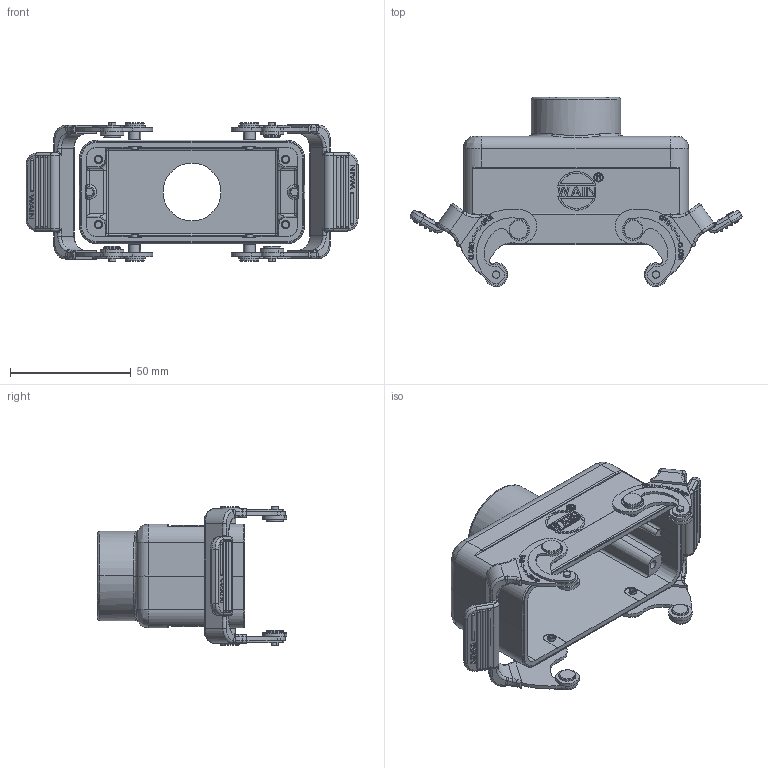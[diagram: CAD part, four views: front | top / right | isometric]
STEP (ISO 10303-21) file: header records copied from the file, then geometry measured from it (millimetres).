
FILE_DESCRIPTION((''),'2;1');
FILE_NAME('3D_1110164411011_H16B-TE-2L_SC-','2020-10-14T',('xk.he'),(''),'CREO PARAMETRIC BY PTC INC, 2016130','CREO PARAMETRIC BY PTC INC, 2016130','');
FILE_SCHEMA(('CONFIG_CONTROL_DESIGN'));
Products named in the file (1): 3D_1110164411011_H16B-TE-2L_SC-
Bounding box: 137.55 x 78.32 x 57.5 mm (x, y, z)
Surface area: 56838.8 mm2 (no closed solid volume)
Topology: 0 solids, 81 shells, 1723 faces, 4965 edges, 3380 vertices
Faces by surface type: plane 875, cylinder 419, extrusion 162, bspline 100, torus 72, cone 52, sphere 43
Entity records: 63295 total; most frequent: CARTESIAN_POINT 18852, ORIENTED_EDGE 9158, DIRECTION 8581, EDGE_CURVE 4944, VERTEX_POINT 3380, VECTOR 3129, LINE 2967, AXIS2_PLACEMENT_3D 2726
